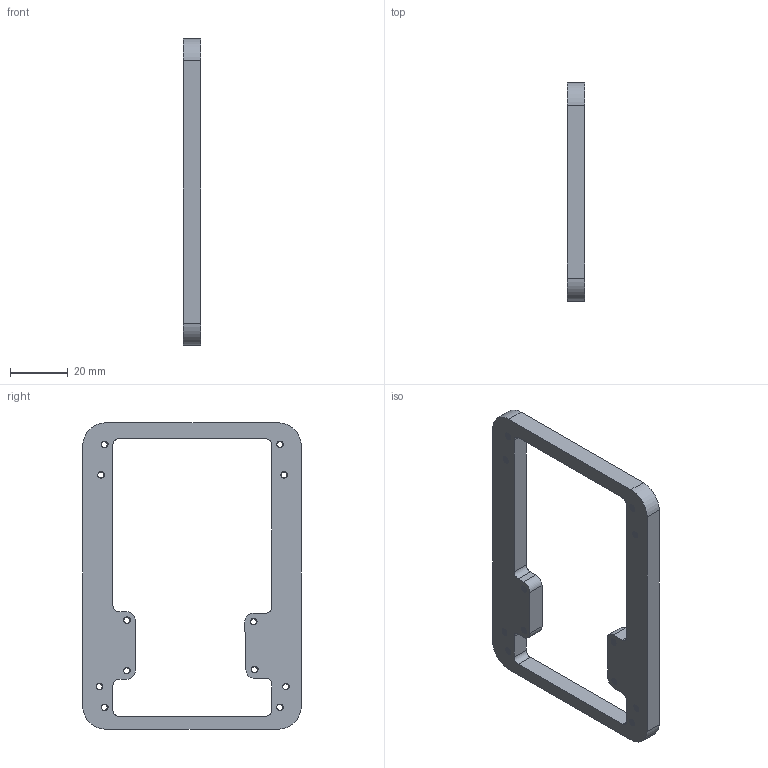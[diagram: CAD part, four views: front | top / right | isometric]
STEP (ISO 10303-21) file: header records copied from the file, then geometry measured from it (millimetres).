
FILE_DESCRIPTION(/* description */ (''),/* implementation_level */ '2;1');
FILE_NAME(/* name */ 'displayMiddleLayer.step',/* time_stamp */ '2025-07-02T19:13:39-07:00',/* author */ (''),/* organization */ (''),/* preprocessor_version */ 'ST-DEVELOPER v20.1',/* originating_system */ 'Autodesk Translation Framework v14.10.0.0',/* authorisation */ '');
FILE_SCHEMA (('AUTOMOTIVE_DESIGN { 1 0 10303 214 3 1 1 }'));
Length unit declared in the file: millimetre
Products named in the file (1): 2025-06-30-22-20-35-564
Bounding box: 6 x 76.02 x 106.52 mm (x, y, z)
Volume: 18325.8 mm3; surface area: 11026.6 mm2
Topology: 1 solids, 1 shells, 406 faces, 1212 edges, 808 vertices
Faces by surface type: cylinder 364, bspline 24, plane 18
Full cylindrical faces by diameter (mm): 2.075 x84, 2.58 x48
Entity records: 34191 total; most frequent: CARTESIAN_POINT 24657, ORIENTED_EDGE 2424, DIRECTION 1314, EDGE_CURVE 1212, VERTEX_POINT 808, B_SPLINE_CURVE_WITH_KNOTS 744, AXIS2_PLACEMENT_3D 463, EDGE_LOOP 432
